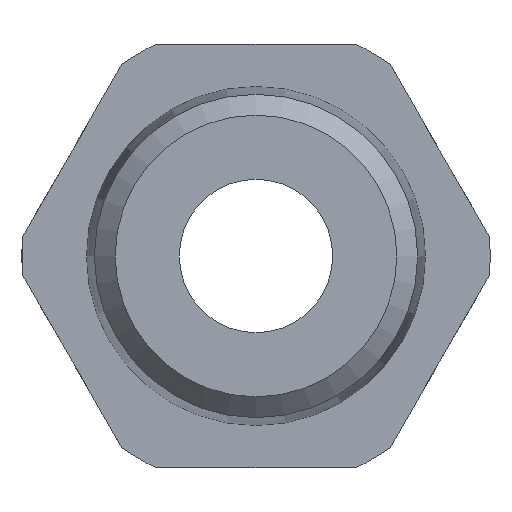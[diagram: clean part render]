
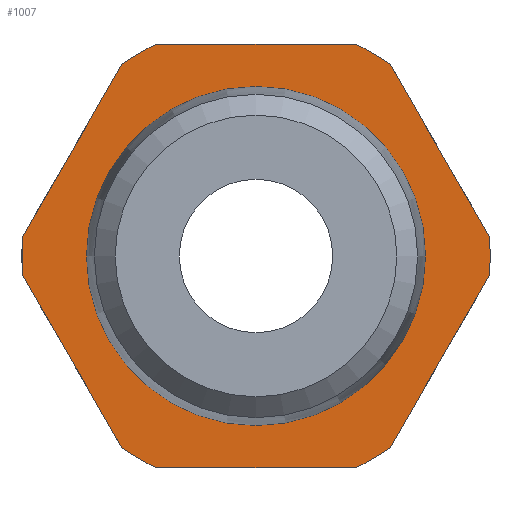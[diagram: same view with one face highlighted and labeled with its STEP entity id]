
A CAD part, front view. The second image highlights one B-rep face of the part: STEP entity #1007.
In plain terms, the highlighted planar face has unit normal (0, -1, 0).
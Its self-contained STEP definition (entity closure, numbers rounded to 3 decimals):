
#374=CARTESIAN_POINT('',(4.931,13.5,-10.5));
#375=VERTEX_POINT('',#374);
#382=CARTESIAN_POINT('',(-4.931,13.5,-10.5));
#383=VERTEX_POINT('',#382);
#384=CARTESIAN_POINT('',(-4.931,13.5,-10.5));
#385=DIRECTION('',(1.0,0.,0.));
#386=VECTOR('',#385,9.861);
#387=LINE('',#384,#386);
#388=EDGE_CURVE('',#383,#375,#387,.T.);
#436=CARTESIAN_POINT('',(-6.628,13.5,-9.52));
#437=VERTEX_POINT('',#436);
#444=CARTESIAN_POINT('',(-11.559,13.5,-0.98));
#445=VERTEX_POINT('',#444);
#446=CARTESIAN_POINT('',(-11.559,13.5,-0.98));
#447=DIRECTION('',(0.5,0.,-0.866));
#448=VECTOR('',#447,9.861);
#449=LINE('',#446,#448);
#450=EDGE_CURVE('',#445,#437,#449,.T.);
#498=CARTESIAN_POINT('',(-11.559,13.5,0.98));
#499=VERTEX_POINT('',#498);
#506=CARTESIAN_POINT('',(-6.628,13.5,9.52));
#507=VERTEX_POINT('',#506);
#508=CARTESIAN_POINT('',(-6.628,13.5,9.52));
#509=DIRECTION('',(-0.5,0.,-0.866));
#510=VECTOR('',#509,9.861);
#511=LINE('',#508,#510);
#512=EDGE_CURVE('',#507,#499,#511,.T.);
#560=CARTESIAN_POINT('',(-4.931,13.5,10.5));
#561=VERTEX_POINT('',#560);
#568=CARTESIAN_POINT('',(4.931,13.5,10.5));
#569=VERTEX_POINT('',#568);
#570=CARTESIAN_POINT('',(4.931,13.5,10.5));
#571=DIRECTION('',(-1.0,0.,0.));
#572=VECTOR('',#571,9.861);
#573=LINE('',#570,#572);
#574=EDGE_CURVE('',#569,#561,#573,.T.);
#622=CARTESIAN_POINT('',(6.628,13.5,9.52));
#623=VERTEX_POINT('',#622);
#630=CARTESIAN_POINT('',(11.559,13.5,0.98));
#631=VERTEX_POINT('',#630);
#632=CARTESIAN_POINT('',(11.559,13.5,0.98));
#633=DIRECTION('',(-0.5,0.,0.866));
#634=VECTOR('',#633,9.861);
#635=LINE('',#632,#634);
#636=EDGE_CURVE('',#631,#623,#635,.T.);
#684=CARTESIAN_POINT('',(11.559,13.5,-0.98));
#685=VERTEX_POINT('',#684);
#692=CARTESIAN_POINT('',(6.628,13.5,-9.52));
#693=VERTEX_POINT('',#692);
#694=CARTESIAN_POINT('',(6.628,13.5,-9.52));
#695=DIRECTION('',(0.5,0.,0.866));
#696=VECTOR('',#695,9.861);
#697=LINE('',#694,#696);
#698=EDGE_CURVE('',#693,#685,#697,.T.);
#835=CARTESIAN_POINT('',(0.,13.5,0.0));
#836=DIRECTION('',(0.,1.0,0.0));
#837=DIRECTION('',(-1.0,0.,0.0));
#838=AXIS2_PLACEMENT_3D('',#835,#836,#837);
#839=CIRCLE('',#838,11.6);
#840=EDGE_CURVE('',#631,#685,#839,.T.);
#853=CARTESIAN_POINT('',(0.,13.5,0.0));
#854=DIRECTION('',(0.,1.0,0.0));
#855=DIRECTION('',(-1.0,0.,0.0));
#856=AXIS2_PLACEMENT_3D('',#853,#854,#855);
#857=CIRCLE('',#856,11.6);
#858=EDGE_CURVE('',#569,#623,#857,.T.);
#871=CARTESIAN_POINT('',(0.,13.5,0.0));
#872=DIRECTION('',(0.,1.0,0.0));
#873=DIRECTION('',(-1.0,0.,0.0));
#874=AXIS2_PLACEMENT_3D('',#871,#872,#873);
#875=CIRCLE('',#874,11.6);
#876=EDGE_CURVE('',#507,#561,#875,.T.);
#889=CARTESIAN_POINT('',(0.,13.5,0.0));
#890=DIRECTION('',(0.,1.0,0.0));
#891=DIRECTION('',(-1.0,0.,0.0));
#892=AXIS2_PLACEMENT_3D('',#889,#890,#891);
#893=CIRCLE('',#892,11.6);
#894=EDGE_CURVE('',#445,#499,#893,.T.);
#907=CARTESIAN_POINT('',(0.,13.5,0.0));
#908=DIRECTION('',(0.,1.0,0.0));
#909=DIRECTION('',(-1.0,0.,0.0));
#910=AXIS2_PLACEMENT_3D('',#907,#908,#909);
#911=CIRCLE('',#910,11.6);
#912=EDGE_CURVE('',#383,#437,#911,.T.);
#964=CARTESIAN_POINT('',(-8.4,13.5,0.0));
#965=VERTEX_POINT('',#964);
#966=CARTESIAN_POINT('',(0.,13.5,0.0));
#967=DIRECTION('',(0.,1.0,0.0));
#968=DIRECTION('',(-1.0,0.,0.0));
#969=AXIS2_PLACEMENT_3D('',#966,#967,#968);
#970=CIRCLE('',#969,8.4);
#971=EDGE_CURVE('',#965,#965,#970,.T.);
#979=CARTESIAN_POINT('',(-10.,13.5,0.0));
#980=DIRECTION('',(0.,-1.0,0.0));
#981=DIRECTION('',(0.0,0.0,-1.0));
#982=AXIS2_PLACEMENT_3D('',#979,#980,#981);
#983=PLANE('',#982);
#984=ORIENTED_EDGE('',*,*,#388,.T.);
#985=CARTESIAN_POINT('',(0.,13.5,0.0));
#986=DIRECTION('',(0.,1.0,0.0));
#987=DIRECTION('',(-1.0,0.,0.0));
#988=AXIS2_PLACEMENT_3D('',#985,#986,#987);
#989=CIRCLE('',#988,11.6);
#990=EDGE_CURVE('',#693,#375,#989,.T.);
#991=ORIENTED_EDGE('',*,*,#990,.F.);
#992=ORIENTED_EDGE('',*,*,#698,.T.);
#993=ORIENTED_EDGE('',*,*,#840,.F.);
#994=ORIENTED_EDGE('',*,*,#636,.T.);
#995=ORIENTED_EDGE('',*,*,#858,.F.);
#996=ORIENTED_EDGE('',*,*,#574,.T.);
#997=ORIENTED_EDGE('',*,*,#876,.F.);
#998=ORIENTED_EDGE('',*,*,#512,.T.);
#999=ORIENTED_EDGE('',*,*,#894,.F.);
#1000=ORIENTED_EDGE('',*,*,#450,.T.);
#1001=ORIENTED_EDGE('',*,*,#912,.F.);
#1002=EDGE_LOOP('',(#984,#991,#992,#993,#994,#995,#996,#997,#998,#999,#1000,#1001));
#1003=FACE_OUTER_BOUND('',#1002,.T.);
#1004=ORIENTED_EDGE('',*,*,#971,.T.);
#1005=EDGE_LOOP('',(#1004));
#1006=FACE_BOUND('',#1005,.T.);
#1007=ADVANCED_FACE('',(#1003,#1006),#983,.T.);
